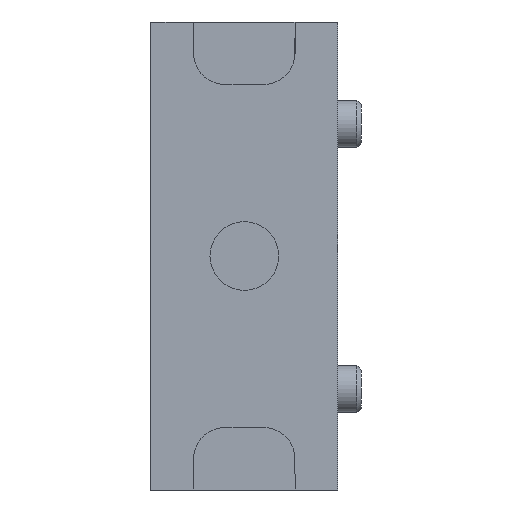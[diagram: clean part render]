
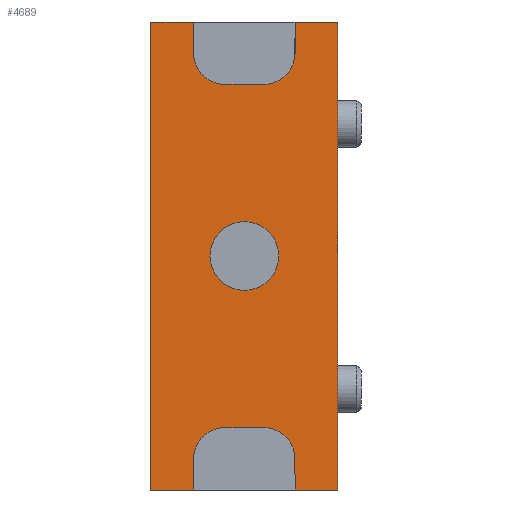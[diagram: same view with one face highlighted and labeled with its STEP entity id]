
A CAD part, left-side view. The second image highlights one B-rep face of the part: STEP entity #4689.
In plain terms, the highlighted planar face has unit normal (-1, 0, 0).
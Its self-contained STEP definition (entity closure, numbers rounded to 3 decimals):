
#23 = CARTESIAN_POINT ( 'NONE',  ( -15., 9.25, -13. ) ) ;
#26 = CARTESIAN_POINT ( 'NONE',  ( -15., 4.75, 11. ) ) ;
#61 = VERTEX_POINT ( 'NONE', #26 ) ;
#68 = VERTEX_POINT ( 'NONE', #23 ) ;
#70 = VERTEX_POINT ( 'NONE', #7609 ) ;
#95 = VERTEX_POINT ( 'NONE', #7660 ) ;
#107 = VERTEX_POINT ( 'NONE', #7667 ) ;
#139 = VERTEX_POINT ( 'NONE', #7590 ) ;
#143 = VERTEX_POINT ( 'NONE', #7640 ) ;
#145 = VERTEX_POINT ( 'NONE', #7645 ) ;
#146 = VERTEX_POINT ( 'NONE', #7602 ) ;
#149 = VERTEX_POINT ( 'NONE', #7616 ) ;
#151 = VERTEX_POINT ( 'NONE', #7626 ) ;
#154 = VERTEX_POINT ( 'NONE', #7627 ) ;
#362 = EDGE_CURVE ( 'NONE', #95, #7588, #6459, .T. ) ;
#387 = EDGE_CURVE ( 'NONE', #154, #146, #6506, .T. ) ;
#391 = EDGE_CURVE ( 'NONE', #107, #95, #6514, .T. ) ;
#401 = EDGE_CURVE ( 'NONE', #7028, #7032, #6532, .T. ) ;
#402 = EDGE_CURVE ( 'NONE', #149, #139, #6528, .T. ) ;
#403 = EDGE_CURVE ( 'NONE', #146, #149, #6534, .T. ) ;
#404 = EDGE_CURVE ( 'NONE', #68, #7587, #6536, .T. ) ;
#405 = EDGE_CURVE ( 'NONE', #145, #68, #6535, .T. ) ;
#406 = EDGE_CURVE ( 'NONE', #143, #145, #6538, .T. ) ;
#407 = EDGE_CURVE ( 'NONE', #151, #143, #6540, .T. ) ;
#408 = EDGE_CURVE ( 'NONE', #7570, #151, #6541, .T. ) ;
#409 = EDGE_CURVE ( 'NONE', #70, #107, #6543, .T. ) ;
#410 = EDGE_CURVE ( 'NONE', #61, #70, #6544, .T. ) ;
#411 = EDGE_CURVE ( 'NONE', #139, #61, #6546, .T. ) ;
#533 = AXIS2_PLACEMENT_3D ( 'NONE', #6698, #6699, #6700 ) ;
#534 = AXIS2_PLACEMENT_3D ( 'NONE', #6702, #6703, #6704 ) ;
#535 = AXIS2_PLACEMENT_3D ( 'NONE', #6709, #6710, #6711 ) ;
#536 = AXIS2_PLACEMENT_3D ( 'NONE', #6715, #6716, #6717 ) ;
#537 = AXIS2_PLACEMENT_3D ( 'NONE', #6722, #6723, #6724 ) ;
#1011 = CIRCLE ( 'NONE', #7219, 2.2 ) ;
#1063 = LINE ( 'NONE', #1584, #1066 ) ;
#1066 = VECTOR ( 'NONE', #1586, 1000. ) ;
#1071 = LINE ( 'NONE', #1592, #1074 ) ;
#1074 = VECTOR ( 'NONE', #1593, 1000. ) ;
#1103 = LINE ( 'NONE', #2554, #1106 ) ;
#1106 = VECTOR ( 'NONE', #2555, 1000. ) ;
#1521 = CARTESIAN_POINT ( 'NONE',  ( -15., 6., 0. ) ) ;
#1522 = DIRECTION ( 'NONE',  ( -1., 0., 0. ) ) ;
#1523 = DIRECTION ( 'NONE',  ( 0., 0., 1. ) ) ;
#1584 = CARTESIAN_POINT ( 'NONE',  ( -15., 0., -15. ) ) ;
#1586 = DIRECTION ( 'NONE',  ( 0., -1., 0. ) ) ;
#1592 = CARTESIAN_POINT ( 'NONE',  ( -15., 0., -15. ) ) ;
#1593 = DIRECTION ( 'NONE',  ( 0., -1., 0. ) ) ;
#1746 = FACE_BOUND ( 'NONE', #4860, .T. ) ;
#1749 = FACE_OUTER_BOUND ( 'NONE', #4912, .T. ) ;
#2554 = CARTESIAN_POINT ( 'NONE',  ( -15., 12., 15. ) ) ;
#2555 = DIRECTION ( 'NONE',  ( 0., 0., -1. ) ) ;
#2964 = CARTESIAN_POINT ( 'NONE',  ( -15., 0., 15. ) ) ;
#2970 = PLANE ( 'NONE',  #7335 ) ;
#2972 = DIRECTION ( 'NONE',  ( 1., 0., 0. ) ) ;
#2973 = DIRECTION ( 'NONE',  ( 0., 0., -1. ) ) ;
#3647 = CARTESIAN_POINT ( 'NONE',  ( -15., 6., 2.2 ) ) ;
#3650 = CARTESIAN_POINT ( 'NONE',  ( -15., 6., -2.2 ) ) ;
#4058 = CARTESIAN_POINT ( 'NONE',  ( -15., 2.75, -15. ) ) ;
#4060 = CARTESIAN_POINT ( 'NONE',  ( -15., 12., -15. ) ) ;
#4073 = CARTESIAN_POINT ( 'NONE',  ( -15., 9.25, -15. ) ) ;
#4074 = CARTESIAN_POINT ( 'NONE',  ( -15., 0., -15. ) ) ;
#4506 = EDGE_CURVE ( 'NONE', #7032, #7028, #1011, .T. ) ;
#4535 = EDGE_CURVE ( 'NONE', #7570, #7588, #1063, .T. ) ;
#4539 = EDGE_CURVE ( 'NONE', #7572, #7587, #1071, .T. ) ;
#4558 = EDGE_CURVE ( 'NONE', #154, #7572, #1103, .T. ) ;
#4689 = ADVANCED_FACE ( 'NONE', ( #1746, #1749 ), #2970, .F. ) ;
#4860 = EDGE_LOOP ( 'NONE', ( #5911, #5912 ) ) ;
#4912 = EDGE_LOOP ( 'NONE', ( #5913, #5914, #5915, #5916, #5917, #5918, #5919, #5920, #5921, #5922, #5923, #5924, #5925, #5926, #5927, #5928 ) ) ;
#5911 = ORIENTED_EDGE ( 'NONE', *, *, #401, .F. ) ;
#5912 = ORIENTED_EDGE ( 'NONE', *, *, #4506, .F. ) ;
#5913 = ORIENTED_EDGE ( 'NONE', *, *, #402, .F. ) ;
#5914 = ORIENTED_EDGE ( 'NONE', *, *, #403, .F. ) ;
#5915 = ORIENTED_EDGE ( 'NONE', *, *, #387, .F. ) ;
#5916 = ORIENTED_EDGE ( 'NONE', *, *, #4558, .T. ) ;
#5917 = ORIENTED_EDGE ( 'NONE', *, *, #4539, .T. ) ;
#5918 = ORIENTED_EDGE ( 'NONE', *, *, #404, .F. ) ;
#5919 = ORIENTED_EDGE ( 'NONE', *, *, #405, .F. ) ;
#5920 = ORIENTED_EDGE ( 'NONE', *, *, #406, .F. ) ;
#5921 = ORIENTED_EDGE ( 'NONE', *, *, #407, .F. ) ;
#5922 = ORIENTED_EDGE ( 'NONE', *, *, #408, .F. ) ;
#5923 = ORIENTED_EDGE ( 'NONE', *, *, #4535, .T. ) ;
#5924 = ORIENTED_EDGE ( 'NONE', *, *, #362, .F. ) ;
#5925 = ORIENTED_EDGE ( 'NONE', *, *, #391, .F. ) ;
#5926 = ORIENTED_EDGE ( 'NONE', *, *, #409, .F. ) ;
#5927 = ORIENTED_EDGE ( 'NONE', *, *, #410, .F. ) ;
#5928 = ORIENTED_EDGE ( 'NONE', *, *, #411, .F. ) ;
#6459 = LINE ( 'NONE', #6599, #6468 ) ;
#6468 = VECTOR ( 'NONE', #6610, 1000. ) ;
#6506 = LINE ( 'NONE', #6668, #6509 ) ;
#6509 = VECTOR ( 'NONE', #6669, 1000. ) ;
#6514 = LINE ( 'NONE', #6676, #6517 ) ;
#6517 = VECTOR ( 'NONE', #6677, 1000. ) ;
#6528 = CIRCLE ( 'NONE', #534, 2. ) ;
#6532 = CIRCLE ( 'NONE', #533, 2.2 ) ;
#6534 = LINE ( 'NONE', #6701, #6537 ) ;
#6535 = CIRCLE ( 'NONE', #535, 2. ) ;
#6536 = LINE ( 'NONE', #6705, #6539 ) ;
#6537 = VECTOR ( 'NONE', #6697, 1000. ) ;
#6538 = LINE ( 'NONE', #6708, #6542 ) ;
#6539 = VECTOR ( 'NONE', #6707, 1000. ) ;
#6540 = CIRCLE ( 'NONE', #536, 2. ) ;
#6541 = LINE ( 'NONE', #6714, #6545 ) ;
#6542 = VECTOR ( 'NONE', #6706, 1000. ) ;
#6543 = LINE ( 'NONE', #6713, #6547 ) ;
#6544 = CIRCLE ( 'NONE', #537, 2. ) ;
#6545 = VECTOR ( 'NONE', #6712, 1000. ) ;
#6546 = LINE ( 'NONE', #6721, #6550 ) ;
#6547 = VECTOR ( 'NONE', #6718, 1000. ) ;
#6550 = VECTOR ( 'NONE', #6719, 1000. ) ;
#6599 = CARTESIAN_POINT ( 'NONE',  ( -15., 0., 15. ) ) ;
#6610 = DIRECTION ( 'NONE',  ( 0., 0., -1. ) ) ;
#6668 = CARTESIAN_POINT ( 'NONE',  ( -15., 0., 15. ) ) ;
#6669 = DIRECTION ( 'NONE',  ( 0., -1., 0. ) ) ;
#6676 = CARTESIAN_POINT ( 'NONE',  ( -15., 0., 15. ) ) ;
#6677 = DIRECTION ( 'NONE',  ( 0., -1., 0. ) ) ;
#6697 = DIRECTION ( 'NONE',  ( 0., 0., -1. ) ) ;
#6698 = CARTESIAN_POINT ( 'NONE',  ( -15., 6., 0. ) ) ;
#6699 = DIRECTION ( 'NONE',  ( -1., 0., 0. ) ) ;
#6700 = DIRECTION ( 'NONE',  ( 0., 0., 1. ) ) ;
#6701 = CARTESIAN_POINT ( 'NONE',  ( -15., 9.25, 15. ) ) ;
#6702 = CARTESIAN_POINT ( 'NONE',  ( -15., 7.25, 13. ) ) ;
#6703 = DIRECTION ( 'NONE',  ( -1., 0., 0. ) ) ;
#6704 = DIRECTION ( 'NONE',  ( 0., 0., 1. ) ) ;
#6705 = CARTESIAN_POINT ( 'NONE',  ( -15., 9.25, -15. ) ) ;
#6706 = DIRECTION ( 'NONE',  ( 0., 1., 0. ) ) ;
#6707 = DIRECTION ( 'NONE',  ( 0., 0., -1. ) ) ;
#6708 = CARTESIAN_POINT ( 'NONE',  ( -15., 7.25, -11. ) ) ;
#6709 = CARTESIAN_POINT ( 'NONE',  ( -15., 7.25, -13. ) ) ;
#6710 = DIRECTION ( 'NONE',  ( -1., 0., 0. ) ) ;
#6711 = DIRECTION ( 'NONE',  ( 0., 0., -1. ) ) ;
#6712 = DIRECTION ( 'NONE',  ( 0., 0., 1. ) ) ;
#6713 = CARTESIAN_POINT ( 'NONE',  ( -15., 2.75, 15. ) ) ;
#6714 = CARTESIAN_POINT ( 'NONE',  ( -15., 2.75, -15. ) ) ;
#6715 = CARTESIAN_POINT ( 'NONE',  ( -15., 4.75, -13. ) ) ;
#6716 = DIRECTION ( 'NONE',  ( -1., 0., 0. ) ) ;
#6717 = DIRECTION ( 'NONE',  ( 0., 0., -1. ) ) ;
#6718 = DIRECTION ( 'NONE',  ( 0., 0., 1. ) ) ;
#6719 = DIRECTION ( 'NONE',  ( 0., -1., 0. ) ) ;
#6721 = CARTESIAN_POINT ( 'NONE',  ( -15., 7.25, 11. ) ) ;
#6722 = CARTESIAN_POINT ( 'NONE',  ( -15., 4.75, 13. ) ) ;
#6723 = DIRECTION ( 'NONE',  ( -1., 0., 0. ) ) ;
#6724 = DIRECTION ( 'NONE',  ( 0., 0., 1. ) ) ;
#7028 = VERTEX_POINT ( 'NONE', #3647 ) ;
#7032 = VERTEX_POINT ( 'NONE', #3650 ) ;
#7219 = AXIS2_PLACEMENT_3D ( 'NONE', #1521, #1522, #1523 ) ;
#7335 = AXIS2_PLACEMENT_3D ( 'NONE', #2964, #2972, #2973 ) ;
#7570 = VERTEX_POINT ( 'NONE', #4058 ) ;
#7572 = VERTEX_POINT ( 'NONE', #4060 ) ;
#7587 = VERTEX_POINT ( 'NONE', #4073 ) ;
#7588 = VERTEX_POINT ( 'NONE', #4074 ) ;
#7590 = CARTESIAN_POINT ( 'NONE',  ( -15., 7.25, 11. ) ) ;
#7602 = CARTESIAN_POINT ( 'NONE',  ( -15., 9.25, 15. ) ) ;
#7609 = CARTESIAN_POINT ( 'NONE',  ( -15., 2.75, 13. ) ) ;
#7616 = CARTESIAN_POINT ( 'NONE',  ( -15., 9.25, 13. ) ) ;
#7626 = CARTESIAN_POINT ( 'NONE',  ( -15., 2.75, -13. ) ) ;
#7627 = CARTESIAN_POINT ( 'NONE',  ( -15., 12., 15. ) ) ;
#7640 = CARTESIAN_POINT ( 'NONE',  ( -15., 4.75, -11. ) ) ;
#7645 = CARTESIAN_POINT ( 'NONE',  ( -15., 7.25, -11. ) ) ;
#7660 = CARTESIAN_POINT ( 'NONE',  ( -15., 0., 15. ) ) ;
#7667 = CARTESIAN_POINT ( 'NONE',  ( -15., 2.75, 15. ) ) ;
